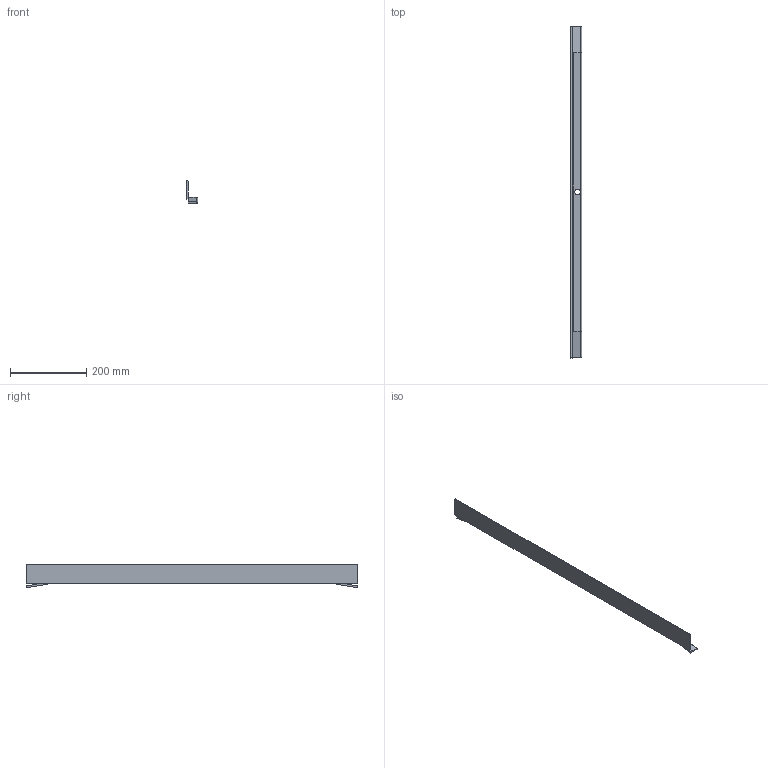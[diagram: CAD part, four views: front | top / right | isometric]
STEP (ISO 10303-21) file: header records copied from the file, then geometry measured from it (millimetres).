
FILE_DESCRIPTION(/* description */ (''),/* implementation_level */ '2;1');
FILE_NAME(/* name */ '6264.stp',/* time_stamp */ '2022-02-02T09:16:14+01:00',/* author */ ('Giuliano'),/* organization */ (''),/* preprocessor_version */ 'ST-DEVELOPER v18.1',/* originating_system */ 'Autodesk Inventor 2021',/* authorisation */ '');
FILE_SCHEMA (('AUTOMOTIVE_DESIGN { 1 0 10303 214 3 1 1 }'));
Length unit declared in the file: millimetre
Products named in the file (1): Pièce1
Bounding box: 30 x 870 x 62.08 mm (x, y, z)
Volume: 321755.4 mm3; surface area: 136668.1 mm2
Topology: 1 solids, 1 shells, 22 faces, 59 edges, 38 vertices
Faces by surface type: plane 16, cylinder 6
Full cylindrical faces by diameter (mm): 15 x1
Entity records: 734 total; most frequent: CARTESIAN_POINT 129, ORIENTED_EDGE 118, DIRECTION 115, EDGE_CURVE 59, LINE 47, VECTOR 47, VERTEX_POINT 38, AXIS2_PLACEMENT_3D 34
